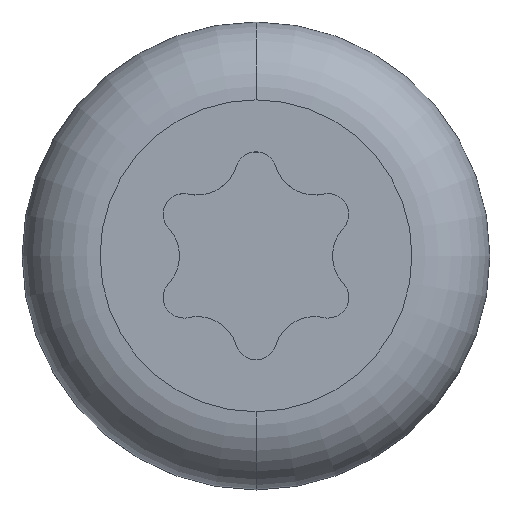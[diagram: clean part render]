
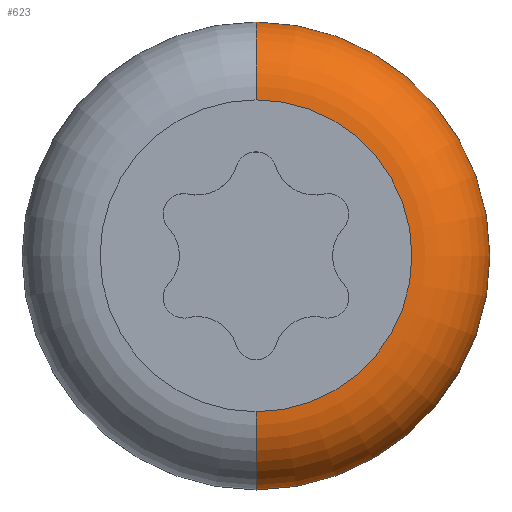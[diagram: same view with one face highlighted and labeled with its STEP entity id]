
A CAD part, top view. The second image highlights one B-rep face of the part: STEP entity #623.
In plain terms, the highlighted toroidal (fillet/blend) face has major radius 2.333 mm and minor radius 1.167 mm.
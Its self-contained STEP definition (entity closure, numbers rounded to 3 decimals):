
#135 = CARTESIAN_POINT ( 'NONE',  ( 0., 2.333, 1.433 ) ) ;
#136 = DIRECTION ( 'NONE',  ( -1., 0., 0. ) ) ;
#137 = DIRECTION ( 'NONE',  ( 0., 0., 1. ) ) ;
#139 = CARTESIAN_POINT ( 'NONE',  ( 0., 0., 1.433 ) ) ;
#140 = DIRECTION ( 'NONE',  ( 0., 0., -1. ) ) ;
#141 = DIRECTION ( 'NONE',  ( 0., 1., 0. ) ) ;
#142 = CARTESIAN_POINT ( 'NONE',  ( 0., 0., 1.433 ) ) ;
#143 = DIRECTION ( 'NONE',  ( 0., 0., -1. ) ) ;
#144 = DIRECTION ( 'NONE',  ( 0., 1., 0. ) ) ;
#146 = CARTESIAN_POINT ( 'NONE',  ( 0., -2.333, 1.433 ) ) ;
#147 = DIRECTION ( 'NONE',  ( 1., 0., 0. ) ) ;
#148 = DIRECTION ( 'NONE',  ( 0., 1., 0. ) ) ;
#149 = CARTESIAN_POINT ( 'NONE',  ( 0., 0., 2.6 ) ) ;
#150 = DIRECTION ( 'NONE',  ( 0., 0., -1. ) ) ;
#151 = DIRECTION ( 'NONE',  ( 0., 1., 0. ) ) ;
#421 = CARTESIAN_POINT ( 'NONE',  ( 3.5, 0., 1.433 ) ) ;
#434 = CARTESIAN_POINT ( 'NONE',  ( 0., -2.333, 2.6 ) ) ;
#448 = CARTESIAN_POINT ( 'NONE',  ( 0., 2.333, 2.6 ) ) ;
#456 = CARTESIAN_POINT ( 'NONE',  ( 0., 3.5, 1.433 ) ) ;
#492 = CARTESIAN_POINT ( 'NONE',  ( 0., -3.5, 1.433 ) ) ;
#623 = ADVANCED_FACE ( 'NONE', ( #2285 ), #2888, .T. ) ;
#773 = EDGE_CURVE ( 'NONE', #2407, #2416, #2812, .T. ) ;
#774 = EDGE_CURVE ( 'NONE', #2416, #2357, #2814, .T. ) ;
#775 = EDGE_CURVE ( 'NONE', #2357, #2646, #2810, .T. ) ;
#776 = EDGE_CURVE ( 'NONE', #2390, #2646, #2806, .T. ) ;
#777 = EDGE_CURVE ( 'NONE', #2407, #2390, #2799, .T. ) ;
#873 = AXIS2_PLACEMENT_3D ( 'NONE', #1020, #1029, #1028 ) ;
#916 = AXIS2_PLACEMENT_3D ( 'NONE', #135, #136, #137 ) ;
#917 = AXIS2_PLACEMENT_3D ( 'NONE', #139, #140, #141 ) ;
#918 = AXIS2_PLACEMENT_3D ( 'NONE', #142, #143, #144 ) ;
#919 = AXIS2_PLACEMENT_3D ( 'NONE', #146, #147, #148 ) ;
#920 = AXIS2_PLACEMENT_3D ( 'NONE', #149, #150, #151 ) ;
#1020 = CARTESIAN_POINT ( 'NONE',  ( 0., 0., 1.433 ) ) ;
#1028 = DIRECTION ( 'NONE',  ( 0., 1., 0. ) ) ;
#1029 = DIRECTION ( 'NONE',  ( 0., 0., -1. ) ) ;
#2252 = ORIENTED_EDGE ( 'NONE', *, *, #773, .F. ) ;
#2260 = ORIENTED_EDGE ( 'NONE', *, *, #776, .T. ) ;
#2264 = ORIENTED_EDGE ( 'NONE', *, *, #774, .F. ) ;
#2285 = FACE_OUTER_BOUND ( 'NONE', #2976, .T. ) ;
#2357 = VERTEX_POINT ( 'NONE', #421 ) ;
#2390 = VERTEX_POINT ( 'NONE', #434 ) ;
#2407 = VERTEX_POINT ( 'NONE', #448 ) ;
#2416 = VERTEX_POINT ( 'NONE', #456 ) ;
#2528 = ORIENTED_EDGE ( 'NONE', *, *, #777, .T. ) ;
#2529 = ORIENTED_EDGE ( 'NONE', *, *, #775, .F. ) ;
#2646 = VERTEX_POINT ( 'NONE', #492 ) ;
#2799 = CIRCLE ( 'NONE', #920, 2.333 ) ;
#2806 = CIRCLE ( 'NONE', #919, 1.167 ) ;
#2810 = CIRCLE ( 'NONE', #918, 3.5 ) ;
#2812 = CIRCLE ( 'NONE', #916, 1.167 ) ;
#2814 = CIRCLE ( 'NONE', #917, 3.5 ) ;
#2888 = TOROIDAL_SURFACE ( 'NONE', #873, 2.333, 1.167 ) ;
#2976 = EDGE_LOOP ( 'NONE', ( #2528, #2260, #2529, #2264, #2252 ) ) ;
